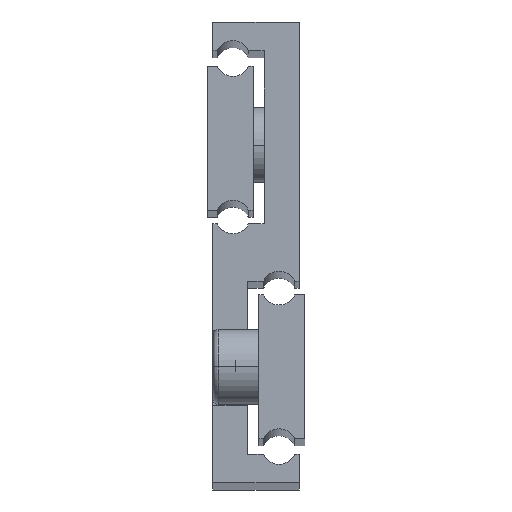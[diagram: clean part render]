
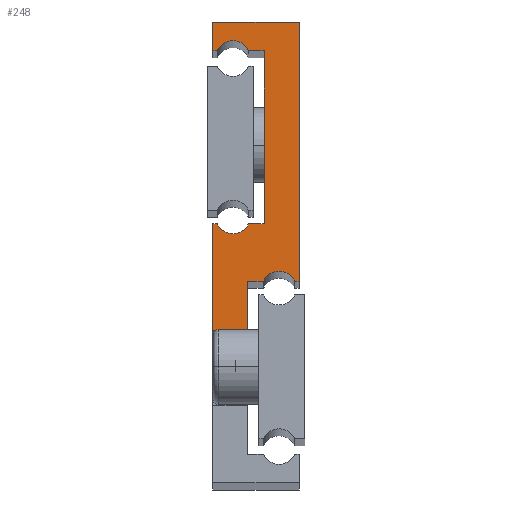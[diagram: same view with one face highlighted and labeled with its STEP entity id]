
A CAD part, top view. The second image highlights one B-rep face of the part: STEP entity #248.
In plain terms, the highlighted planar face has unit normal (0, 0, 1).
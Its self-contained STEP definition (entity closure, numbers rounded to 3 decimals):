
#7 = CARTESIAN_POINT ( 'NONE',  ( 6.227, 45., 350. ) ) ;
#31 = LINE ( 'NONE', #1736, #2159 ) ;
#34 = VERTEX_POINT ( 'NONE', #1712 ) ;
#42 = CARTESIAN_POINT ( 'NONE',  ( 3.5, 73.75, 350. ) ) ;
#69 = CARTESIAN_POINT ( 'NONE',  ( 8.9, 45., 350. ) ) ;
#76 = CARTESIAN_POINT ( 'NONE',  ( 0., 26.5, 350. ) ) ;
#92 = CARTESIAN_POINT ( 'NONE',  ( 0., 45., 350. ) ) ;
#94 = EDGE_CURVE ( 'NONE', #1277, #297, #439, .T. ) ;
#123 = VECTOR ( 'NONE', #362, 1000. ) ;
#182 = DIRECTION ( 'NONE',  ( -1., 0., 0. ) ) ;
#186 = VERTEX_POINT ( 'NONE', #1650 ) ;
#195 = DIRECTION ( 'NONE',  ( 1., 0., 0. ) ) ;
#221 = DIRECTION ( 'NONE',  ( -1., 0., 0. ) ) ;
#248 = ADVANCED_FACE ( 'NONE', ( #1529 ), #1506, .F. ) ;
#271 = EDGE_CURVE ( 'NONE', #901, #1216, #2031, .T. ) ;
#294 = DIRECTION ( 'NONE',  ( 0., -1., 0. ) ) ;
#297 = VERTEX_POINT ( 'NONE', #1331 ) ;
#314 = CARTESIAN_POINT ( 'NONE',  ( 0.773, 45., 350. ) ) ;
#339 = CARTESIAN_POINT ( 'NONE',  ( 8.9, 75., 350. ) ) ;
#342 = DIRECTION ( 'NONE',  ( 0., 1., 0. ) ) ;
#343 = CIRCLE ( 'NONE', #572, 3. ) ;
#354 = ORIENTED_EDGE ( 'NONE', *, *, #1227, .T. ) ;
#362 = DIRECTION ( 'NONE',  ( -1., 0., 0. ) ) ;
#381 = VECTOR ( 'NONE', #2150, 1000. ) ;
#386 = DIRECTION ( 'NONE',  ( -1., 0., 0. ) ) ;
#424 = ORIENTED_EDGE ( 'NONE', *, *, #271, .T. ) ;
#439 = LINE ( 'NONE', #1119, #446 ) ;
#442 = VERTEX_POINT ( 'NONE', #1234 ) ;
#446 = VECTOR ( 'NONE', #965, 1000. ) ;
#453 = ORIENTED_EDGE ( 'NONE', *, *, #1231, .T. ) ;
#465 = ORIENTED_EDGE ( 'NONE', *, *, #494, .T. ) ;
#470 = LINE ( 'NONE', #1967, #2107 ) ;
#494 = EDGE_CURVE ( 'NONE', #1091, #1490, #1096, .T. ) ;
#500 = ORIENTED_EDGE ( 'NONE', *, *, #1121, .T. ) ;
#514 = CIRCLE ( 'NONE', #2129, 3. ) ;
#528 = ORIENTED_EDGE ( 'NONE', *, *, #94, .T. ) ;
#553 = VECTOR ( 'NONE', #2197, 1000. ) ;
#572 = AXIS2_PLACEMENT_3D ( 'NONE', #2073, #2087, #874 ) ;
#647 = LINE ( 'NONE', #1159, #1993 ) ;
#653 = VECTOR ( 'NONE', #1752, 1000. ) ;
#664 = VERTEX_POINT ( 'NONE', #1492 ) ;
#675 = LINE ( 'NONE', #1673, #1407 ) ;
#759 = EDGE_CURVE ( 'NONE', #768, #186, #1682, .T. ) ;
#768 = VERTEX_POINT ( 'NONE', #2208 ) ;
#770 = LINE ( 'NONE', #894, #653 ) ;
#806 = DIRECTION ( 'NONE',  ( 1., 0., 0. ) ) ;
#811 = EDGE_LOOP ( 'NONE', ( #1498, #528, #2064, #1610, #1176, #2120, #2118, #837, #424, #1912, #453, #354, #500, #1646, #465, #1364 ) ) ;
#837 = ORIENTED_EDGE ( 'NONE', *, *, #1282, .T. ) ;
#859 = LINE ( 'NONE', #339, #553 ) ;
#862 = CARTESIAN_POINT ( 'NONE',  ( 15., 80., 350. ) ) ;
#864 = CARTESIAN_POINT ( 'NONE',  ( 3.5, 46.25, 350. ) ) ;
#874 = DIRECTION ( 'NONE',  ( -1., 0., 0. ) ) ;
#889 = DIRECTION ( 'NONE',  ( 1., 0., 0. ) ) ;
#890 = EDGE_CURVE ( 'NONE', #1490, #1031, #770, .T. ) ;
#894 = CARTESIAN_POINT ( 'NONE',  ( 0., 45., 350. ) ) ;
#898 = CARTESIAN_POINT ( 'NONE',  ( 6.227, 45., 350. ) ) ;
#901 = VERTEX_POINT ( 'NONE', #2124 ) ;
#910 = LINE ( 'NONE', #898, #1169 ) ;
#957 = EDGE_CURVE ( 'NONE', #664, #768, #1335, .T. ) ;
#965 = DIRECTION ( 'NONE',  ( 1., 0., 0. ) ) ;
#982 = DIRECTION ( 'NONE',  ( 1., 0., 0. ) ) ;
#1031 = VERTEX_POINT ( 'NONE', #92 ) ;
#1052 = VECTOR ( 'NONE', #294, 1000. ) ;
#1069 = VERTEX_POINT ( 'NONE', #1302 ) ;
#1091 = VERTEX_POINT ( 'NONE', #7 ) ;
#1096 = CIRCLE ( 'NONE', #1516, 3. ) ;
#1119 = CARTESIAN_POINT ( 'NONE',  ( 0., 26.5, 350. ) ) ;
#1121 = EDGE_CURVE ( 'NONE', #34, #1307, #859, .T. ) ;
#1156 = CARTESIAN_POINT ( 'NONE',  ( 15., 35., 350. ) ) ;
#1159 = CARTESIAN_POINT ( 'NONE',  ( 0., 0., 350. ) ) ;
#1168 = CARTESIAN_POINT ( 'NONE',  ( 6.227, 75., 350. ) ) ;
#1169 = VECTOR ( 'NONE', #386, 1000. ) ;
#1176 = ORIENTED_EDGE ( 'NONE', *, *, #2072, .T. ) ;
#1183 = EDGE_CURVE ( 'NONE', #1216, #442, #675, .T. ) ;
#1216 = VERTEX_POINT ( 'NONE', #1913 ) ;
#1227 = EDGE_CURVE ( 'NONE', #1933, #34, #31, .T. ) ;
#1231 = EDGE_CURVE ( 'NONE', #442, #1933, #514, .T. ) ;
#1234 = CARTESIAN_POINT ( 'NONE',  ( 0.773, 75., 350. ) ) ;
#1253 = CARTESIAN_POINT ( 'NONE',  ( 15., 80., 350. ) ) ;
#1277 = VERTEX_POINT ( 'NONE', #76 ) ;
#1282 = EDGE_CURVE ( 'NONE', #186, #901, #1595, .T. ) ;
#1302 = CARTESIAN_POINT ( 'NONE',  ( 8.773, 35., 350. ) ) ;
#1307 = VERTEX_POINT ( 'NONE', #69 ) ;
#1331 = CARTESIAN_POINT ( 'NONE',  ( 6., 26.5, 350. ) ) ;
#1335 = LINE ( 'NONE', #1156, #2003 ) ;
#1360 = DIRECTION ( 'NONE',  ( 0., 0., -1. ) ) ;
#1364 = ORIENTED_EDGE ( 'NONE', *, *, #890, .T. ) ;
#1367 = EDGE_CURVE ( 'NONE', #297, #2174, #2132, .T. ) ;
#1407 = VECTOR ( 'NONE', #195, 1000. ) ;
#1490 = VERTEX_POINT ( 'NONE', #314 ) ;
#1492 = CARTESIAN_POINT ( 'NONE',  ( 14.227, 35., 350. ) ) ;
#1498 = ORIENTED_EDGE ( 'NONE', *, *, #1992, .T. ) ;
#1506 = PLANE ( 'NONE',  #1614 ) ;
#1516 = AXIS2_PLACEMENT_3D ( 'NONE', #1745, #1759, #221 ) ;
#1529 = FACE_OUTER_BOUND ( 'NONE', #811, .T. ) ;
#1595 = LINE ( 'NONE', #1253, #123 ) ;
#1610 = ORIENTED_EDGE ( 'NONE', *, *, #1779, .T. ) ;
#1614 = AXIS2_PLACEMENT_3D ( 'NONE', #864, #1360, #182 ) ;
#1646 = ORIENTED_EDGE ( 'NONE', *, *, #1695, .T. ) ;
#1650 = CARTESIAN_POINT ( 'NONE',  ( 15., 80., 350. ) ) ;
#1660 = CARTESIAN_POINT ( 'NONE',  ( 0., 80., 350. ) ) ;
#1673 = CARTESIAN_POINT ( 'NONE',  ( 0., 75., 350. ) ) ;
#1682 = LINE ( 'NONE', #862, #1711 ) ;
#1695 = EDGE_CURVE ( 'NONE', #1307, #1091, #910, .T. ) ;
#1711 = VECTOR ( 'NONE', #342, 1000. ) ;
#1712 = CARTESIAN_POINT ( 'NONE',  ( 8.9, 75., 350. ) ) ;
#1736 = CARTESIAN_POINT ( 'NONE',  ( 6.227, 75., 350. ) ) ;
#1745 = CARTESIAN_POINT ( 'NONE',  ( 3.5, 46.25, 350. ) ) ;
#1752 = DIRECTION ( 'NONE',  ( -1., 0., 0. ) ) ;
#1759 = DIRECTION ( 'NONE',  ( 0., 0., -1. ) ) ;
#1766 = CARTESIAN_POINT ( 'NONE',  ( 6., 35., 350. ) ) ;
#1779 = EDGE_CURVE ( 'NONE', #2174, #1069, #470, .T. ) ;
#1912 = ORIENTED_EDGE ( 'NONE', *, *, #1183, .T. ) ;
#1913 = CARTESIAN_POINT ( 'NONE',  ( 0., 75., 350. ) ) ;
#1918 = DIRECTION ( 'NONE',  ( 0., -1., 0. ) ) ;
#1933 = VERTEX_POINT ( 'NONE', #1168 ) ;
#1937 = DIRECTION ( 'NONE',  ( 1., 0., 0. ) ) ;
#1967 = CARTESIAN_POINT ( 'NONE',  ( 8.773, 35., 350. ) ) ;
#1986 = CARTESIAN_POINT ( 'NONE',  ( 6., 5., 350. ) ) ;
#1992 = EDGE_CURVE ( 'NONE', #1031, #1277, #647, .T. ) ;
#1993 = VECTOR ( 'NONE', #1918, 1000. ) ;
#2003 = VECTOR ( 'NONE', #982, 1000. ) ;
#2031 = LINE ( 'NONE', #1660, #1052 ) ;
#2064 = ORIENTED_EDGE ( 'NONE', *, *, #1367, .T. ) ;
#2068 = DIRECTION ( 'NONE',  ( 0., 0., -1. ) ) ;
#2072 = EDGE_CURVE ( 'NONE', #1069, #664, #343, .T. ) ;
#2073 = CARTESIAN_POINT ( 'NONE',  ( 11.5, 33.75, 350. ) ) ;
#2087 = DIRECTION ( 'NONE',  ( 0., 0., -1. ) ) ;
#2107 = VECTOR ( 'NONE', #806, 1000. ) ;
#2118 = ORIENTED_EDGE ( 'NONE', *, *, #759, .T. ) ;
#2120 = ORIENTED_EDGE ( 'NONE', *, *, #957, .T. ) ;
#2124 = CARTESIAN_POINT ( 'NONE',  ( 0., 80., 350. ) ) ;
#2129 = AXIS2_PLACEMENT_3D ( 'NONE', #42, #2068, #1937 ) ;
#2132 = LINE ( 'NONE', #1986, #381 ) ;
#2150 = DIRECTION ( 'NONE',  ( 0., 1., 0. ) ) ;
#2159 = VECTOR ( 'NONE', #889, 1000. ) ;
#2174 = VERTEX_POINT ( 'NONE', #1766 ) ;
#2197 = DIRECTION ( 'NONE',  ( 0., -1., 0. ) ) ;
#2208 = CARTESIAN_POINT ( 'NONE',  ( 15., 35., 350. ) ) ;
